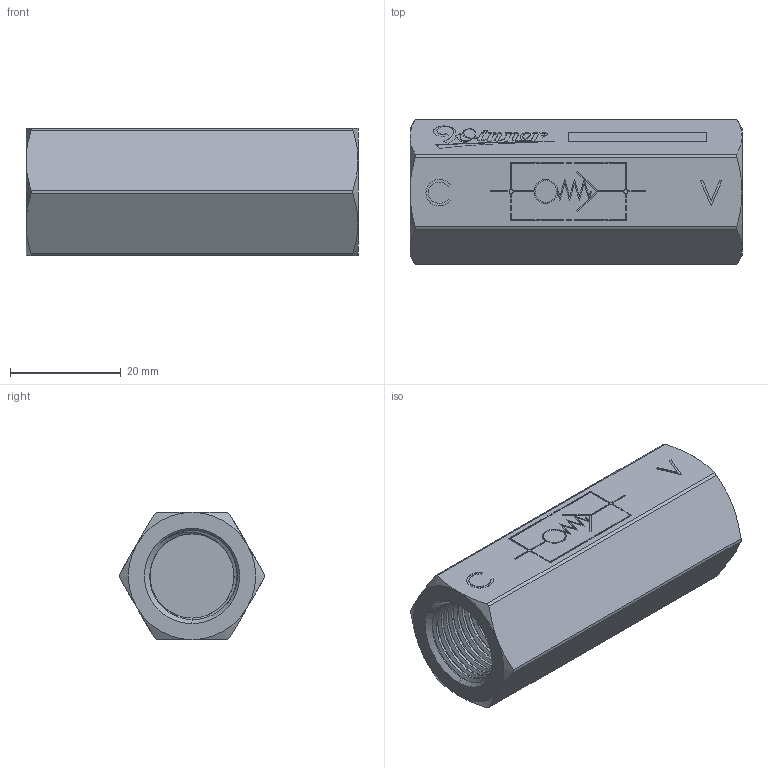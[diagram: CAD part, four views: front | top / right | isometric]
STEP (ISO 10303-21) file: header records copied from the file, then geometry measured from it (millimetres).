
FILE_DESCRIPTION (( 'STEP AP203' ), '1' );
FILE_NAME ('MEG03BG03B-HB.STEP', '2016-06-07T03:10:08', ( '' ), ( '' ), 'SwSTEP 2.0', 'SolidWorks 2012', '' );
FILE_SCHEMA (( 'CONFIG_CONTROL_DESIGN' ));
Length unit declared in the file: millimetre
Products named in the file (1): MEG03BG03B-HB
Bounding box: 60 x 26.22 x 23 mm (x, y, z)
Volume: 20837.5 mm3; surface area: 8325.3 mm2
Topology: 1 solids, 3 shells, 460 faces, 1260 edges, 833 vertices
Faces by surface type: cylinder 228, plane 181, cone 25, bspline 22, torus 4
Entity records: 23058 total; most frequent: CARTESIAN_POINT 11427, ORIENTED_EDGE 2516, DIRECTION 2371, EDGE_CURVE 1258, AXIS2_PLACEMENT_3D 850, VERTEX_POINT 833, LINE 671, VECTOR 671
